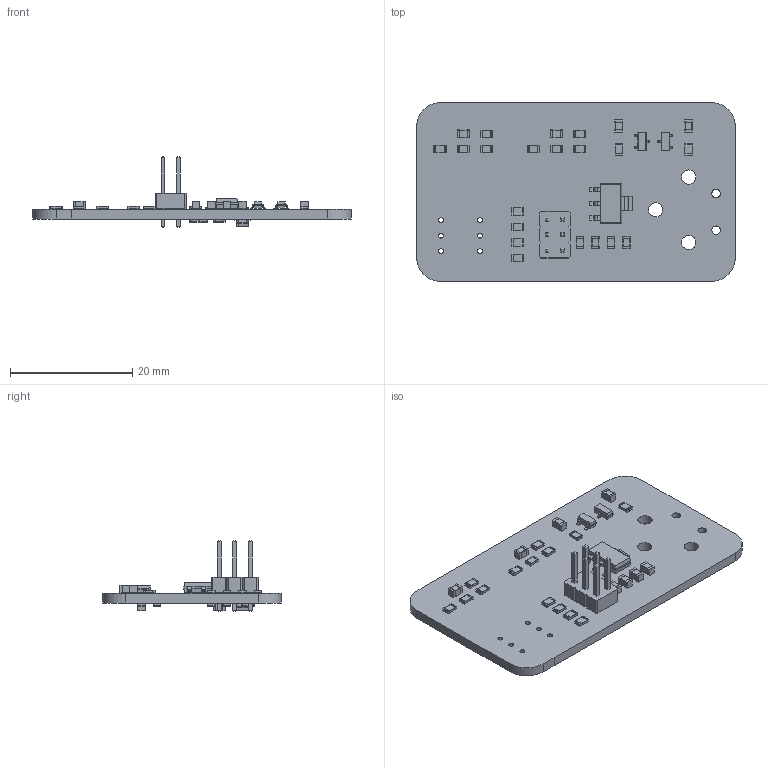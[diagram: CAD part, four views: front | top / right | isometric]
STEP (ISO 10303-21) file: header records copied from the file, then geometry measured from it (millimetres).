
FILE_DESCRIPTION(('KiCad electronic assembly'),'2;1');
FILE_NAME('BSPD.step','2022-06-01T03:59:31',('An Author'),('A Company'), 'Open CASCADE STEP processor 7.5','KiCad to STEP converter','Unknown' );
FILE_SCHEMA(('AUTOMOTIVE_DESIGN { 1 0 10303 214 1 1 1 1 }'));
Length unit declared in the file: millimetre
Products named in the file (12): Open CASCADE STEP translator 7.5 1; C_0805_2012Metric; SOLID; PinHeader_2x03_P2.54mm_Vertical; SOT-23; R_0805_2012Metric; SOT-223; COMPOUND
Assembly tree (44 placements, depth 3):
  Open CASCADE STEP translator 7.5 1
    C_0805_2012Metric  x10
      SOLID
    PinHeader_2x03_P2.54mm_Vertical
      SOLID
    SOT-23  x3
      SOLID
    R_0805_2012Metric  x23
      SOLID
    SOT-223
      SOLID
    COMPOUND
Bounding box: 52.07 x 29.21 x 11.54 mm (x, y, z)
Volume: 2597.9 mm3; surface area: 4064.1 mm2
Topology: 39 solids, 39 shells, 1343 faces, 3405 edges, 2172 vertices
Faces by surface type: plane 869, cylinder 377, bspline 97
Full cylindrical faces by diameter (mm): 0.8 x6, 1 x6, 1.4 x2, 2.33 x3
Entity records: 25449 total; most frequent: CARTESIAN_POINT 4593, DIRECTION 3355, LINE 2293, VECTOR 2293, ORIENTED_EDGE 1802, PCURVE 1802, DEFINITIONAL_REPRESENTATION 1802, EDGE_CURVE 901
